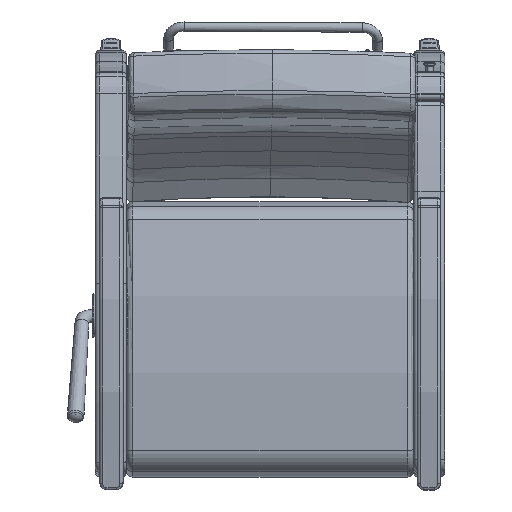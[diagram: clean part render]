
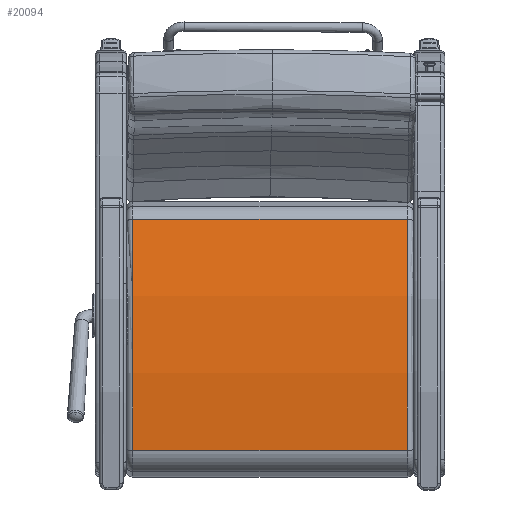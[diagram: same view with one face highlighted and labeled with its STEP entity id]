
A CAD part, front view. The second image highlights one B-rep face of the part: STEP entity #20094.
In plain terms, the highlighted cylindrical face has radius 1438.96 mm (diameter 2877.93 mm), a partial arc.
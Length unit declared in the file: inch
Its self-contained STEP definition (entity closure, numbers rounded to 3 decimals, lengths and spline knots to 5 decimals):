
#1854=CYLINDRICAL_SURFACE('',#21790,56.65208);
#2425=CIRCLE('',#21777,56.65208);
#2430=CIRCLE('',#21791,56.65208);
#3628=FACE_OUTER_BOUND('',#4823,.T.);
#4823=EDGE_LOOP('',(#14844,#14845,#14846,#14847));
#6092=LINE('',#33370,#7394);
#6093=LINE('',#33374,#7395);
#7394=VECTOR('',#24653,0.3937);
#7395=VECTOR('',#24658,0.3937);
#8870=VERTEX_POINT('',#33290);
#8871=VERTEX_POINT('',#33311);
#8882=VERTEX_POINT('',#33369);
#8883=VERTEX_POINT('',#33373);
#11213=EDGE_CURVE('',#8870,#8871,#2425,.T.);
#11230=EDGE_CURVE('',#8871,#8882,#6092,.T.);
#11232=EDGE_CURVE('',#8870,#8883,#6093,.T.);
#11233=EDGE_CURVE('',#8882,#8883,#2430,.T.);
#14844=ORIENTED_EDGE('',*,*,#11213,.F.);
#14845=ORIENTED_EDGE('',*,*,#11232,.T.);
#14846=ORIENTED_EDGE('',*,*,#11233,.F.);
#14847=ORIENTED_EDGE('',*,*,#11230,.F.);
#20094=ADVANCED_FACE('',(#3628),#1854,.T.);
#21777=AXIS2_PLACEMENT_3D('',#33312,#24620,#24621);
#21790=AXIS2_PLACEMENT_3D('',#33372,#24656,#24657);
#21791=AXIS2_PLACEMENT_3D('',#33375,#24659,#24660);
#24620=DIRECTION('center_axis',(-1.,0.,0.));
#24621=DIRECTION('ref_axis',(0.,0.999,0.053));
#24653=DIRECTION('',(1.,0.,0.));
#24656=DIRECTION('center_axis',(1.,0.,0.));
#24657=DIRECTION('ref_axis',(0.,-0.994,0.111));
#24658=DIRECTION('',(1.,0.,0.));
#24659=DIRECTION('center_axis',(1.,0.,0.));
#24660=DIRECTION('ref_axis',(0.,0.999,0.053));
#33290=CARTESIAN_POINT('',(0.5,2.48109,9.11058));
#33311=CARTESIAN_POINT('',(0.5,3.4581,-9.39684));
#33312=CARTESIAN_POINT('Origin',(0.5,-52.84177,-3.0894));
#33369=CARTESIAN_POINT('',(22.5,3.4581,-9.39684));
#33370=CARTESIAN_POINT('',(0.,3.4581,-9.39684));
#33372=CARTESIAN_POINT('Origin',(0.,-52.84177,-3.0894));
#33373=CARTESIAN_POINT('',(22.5,2.48109,9.11058));
#33374=CARTESIAN_POINT('',(0.,2.48109,9.11058));
#33375=CARTESIAN_POINT('Origin',(22.5,-52.84177,-3.0894));
